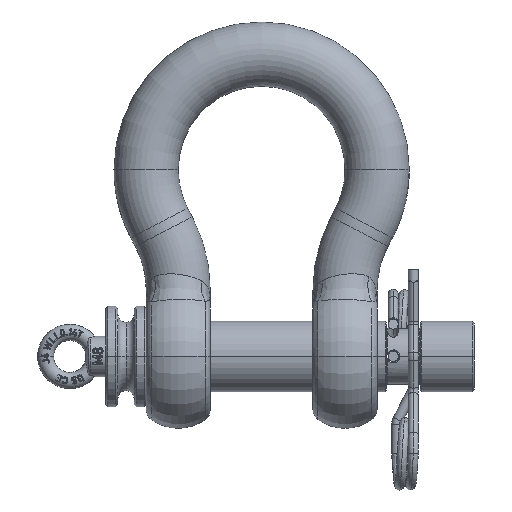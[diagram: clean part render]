
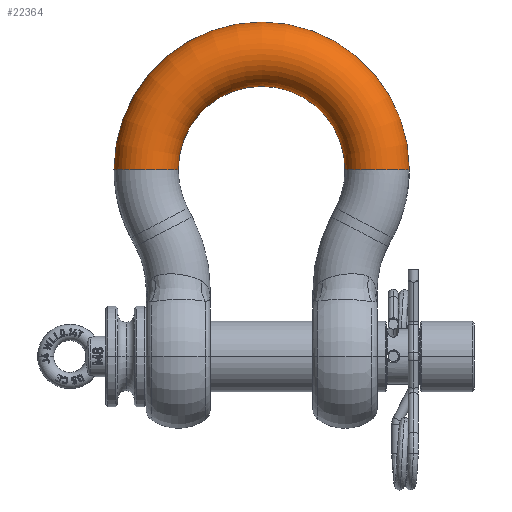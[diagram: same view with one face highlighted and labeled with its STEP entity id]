
A CAD part, top view. The second image highlights one B-rep face of the part: STEP entity #22364.
In plain terms, the highlighted toroidal (fillet/blend) face has major radius 57.5 mm and minor radius 16 mm.
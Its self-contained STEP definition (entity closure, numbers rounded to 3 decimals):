
#309 = AXIS2_PLACEMENT_3D ( 'NONE', #37214, #10608, #41665 ) ;
#1264 = AXIS2_PLACEMENT_3D ( 'NONE', #3757, #34884, #8275 ) ;
#1679 = DIRECTION ( 'NONE',  ( 1., 0., 0. ) ) ;
#2662 = ORIENTED_EDGE ( 'NONE', *, *, #48300, .T. ) ;
#3685 = CIRCLE ( 'NONE', #10492, 16. ) ;
#3735 = CIRCLE ( 'NONE', #25824, 73.5 ) ;
#3757 = CARTESIAN_POINT ( 'NONE',  ( 0., 0., 0. ) ) ;
#4198 = CARTESIAN_POINT ( 'NONE',  ( 73.5, 0., 0. ) ) ;
#5788 = EDGE_LOOP ( 'NONE', ( #16649, #2662, #39585, #50177 ) ) ;
#7425 = DIRECTION ( 'NONE',  ( 0., 1., 0. ) ) ;
#8275 = DIRECTION ( 'NONE',  ( 1., 0., 0. ) ) ;
#10492 = AXIS2_PLACEMENT_3D ( 'NONE', #34000, #7425, #38469 ) ;
#10608 = DIRECTION ( 'NONE',  ( 0., -1., 0. ) ) ;
#12843 = VERTEX_POINT ( 'NONE', #44524 ) ;
#13035 = DIRECTION ( 'NONE',  ( 0., 0., 1. ) ) ;
#16649 = ORIENTED_EDGE ( 'NONE', *, *, #43115, .F. ) ;
#22364 = ADVANCED_FACE ( 'NONE', ( #51873 ), #49018, .T. ) ;
#25824 = AXIS2_PLACEMENT_3D ( 'NONE', #39594, #13035, #44032 ) ;
#27576 = EDGE_CURVE ( 'NONE', #50487, #12843, #43189, .T. ) ;
#28392 = CARTESIAN_POINT ( 'NONE',  ( 0., 0., 0. ) ) ;
#30279 = VERTEX_POINT ( 'NONE', #55335 ) ;
#32237 = CIRCLE ( 'NONE', #309, 16. ) ;
#34000 = CARTESIAN_POINT ( 'NONE',  ( -57.5, 0., 0. ) ) ;
#34884 = DIRECTION ( 'NONE',  ( 0., 0., 1. ) ) ;
#35479 = AXIS2_PLACEMENT_3D ( 'NONE', #28392, #55113, #1679 ) ;
#37214 = CARTESIAN_POINT ( 'NONE',  ( 57.5, 0., 0. ) ) ;
#38469 = DIRECTION ( 'NONE',  ( -1., 0., 0. ) ) ;
#39585 = ORIENTED_EDGE ( 'NONE', *, *, #42794, .T. ) ;
#39594 = CARTESIAN_POINT ( 'NONE',  ( 0., 0., 0. ) ) ;
#41665 = DIRECTION ( 'NONE',  ( 0., 0., -1. ) ) ;
#42794 = EDGE_CURVE ( 'NONE', #30279, #12843, #3685, .T. ) ;
#43115 = EDGE_CURVE ( 'NONE', #49554, #50487, #32237, .T. ) ;
#43189 = CIRCLE ( 'NONE', #1264, 41.5 ) ;
#44032 = DIRECTION ( 'NONE',  ( 1., 0., 0. ) ) ;
#44524 = CARTESIAN_POINT ( 'NONE',  ( -41.5, 0., 0. ) ) ;
#47467 = CARTESIAN_POINT ( 'NONE',  ( 41.5, 0., 0. ) ) ;
#48300 = EDGE_CURVE ( 'NONE', #49554, #30279, #3735, .T. ) ;
#49018 = TOROIDAL_SURFACE ( 'NONE', #35479, 57.5, 16. ) ;
#49554 = VERTEX_POINT ( 'NONE', #4198 ) ;
#50177 = ORIENTED_EDGE ( 'NONE', *, *, #27576, .F. ) ;
#50487 = VERTEX_POINT ( 'NONE', #47467 ) ;
#51873 = FACE_OUTER_BOUND ( 'NONE', #5788, .T. ) ;
#55113 = DIRECTION ( 'NONE',  ( 0., 0., 1. ) ) ;
#55335 = CARTESIAN_POINT ( 'NONE',  ( -73.5, 0., 0. ) ) ;
